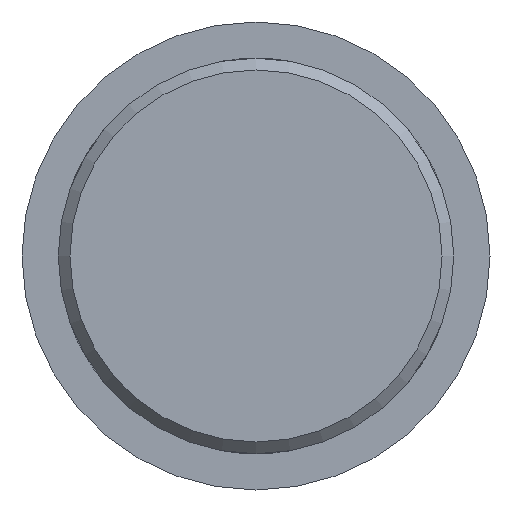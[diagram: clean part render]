
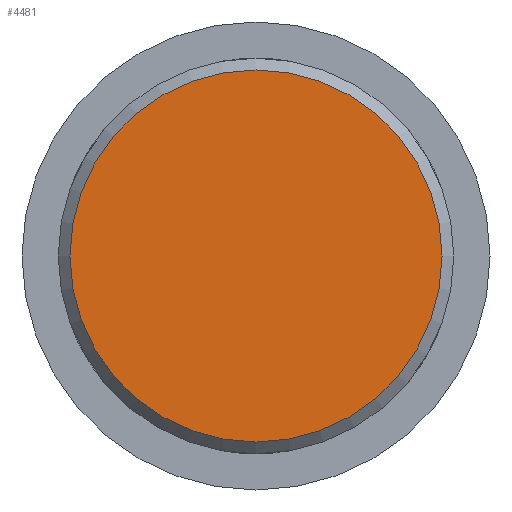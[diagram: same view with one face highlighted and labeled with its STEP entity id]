
A CAD part, front view. The second image highlights one B-rep face of the part: STEP entity #4481.
In plain terms, the highlighted planar face has unit normal (0, -1, 0).
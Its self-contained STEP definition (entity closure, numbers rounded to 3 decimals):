
#41=PLANE('',#4743);
#284=FACE_OUTER_BOUND('',#528,.T.);
#528=EDGE_LOOP('',(#3932));
#574=CIRCLE('',#4742,15.9);
#1909=VERTEX_POINT('',#19453);
#2599=EDGE_CURVE('',#1909,#1909,#574,.T.);
#3932=ORIENTED_EDGE('',*,*,#2599,.T.);
#4481=ADVANCED_FACE('',(#284),#41,.T.);
#4742=AXIS2_PLACEMENT_3D('',#19454,#5445,#5446);
#4743=AXIS2_PLACEMENT_3D('',#19456,#5448,#5449);
#5445=DIRECTION('center_axis',(0.,-1.,0.));
#5446=DIRECTION('ref_axis',(1.,0.,0.));
#5448=DIRECTION('center_axis',(0.,-1.,0.));
#5449=DIRECTION('ref_axis',(0.,0.,-1.));
#19453=CARTESIAN_POINT('',(-15.9,-28.3,0.));
#19454=CARTESIAN_POINT('Origin',(0.,-28.3,0.));
#19456=CARTESIAN_POINT('Origin',(0.,-28.3,0.));
